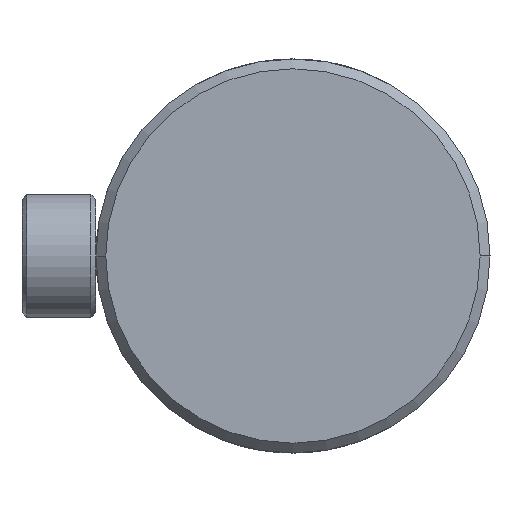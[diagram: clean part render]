
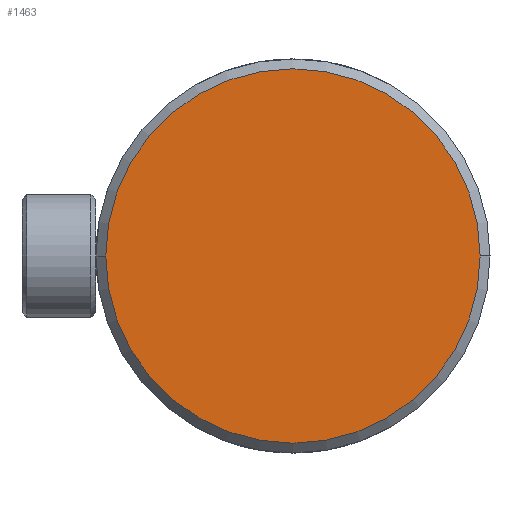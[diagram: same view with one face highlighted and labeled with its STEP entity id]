
A CAD part, left-side view. The second image highlights one B-rep face of the part: STEP entity #1463.
In plain terms, the highlighted planar face has unit normal (-1, 0, 0).
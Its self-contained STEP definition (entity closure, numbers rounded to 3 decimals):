
#120 = DIRECTION ( 'NONE',  ( 0., -1., 0. ) ) ;
#142 = EDGE_CURVE ( 'NONE', #2857, #2763, #2590, .T. ) ;
#430 = DIRECTION ( 'NONE',  ( -1., 0., 0. ) ) ;
#1463 = ADVANCED_FACE ( 'NONE', ( #2391 ), #2359, .T. ) ;
#1641 = CARTESIAN_POINT ( 'NONE',  ( -58., 38., 0. ) ) ;
#1697 = AXIS2_PLACEMENT_3D ( 'NONE', #2684, #430, #120 ) ;
#1805 = CIRCLE ( 'NONE', #2504, 38. ) ;
#1906 = EDGE_CURVE ( 'NONE', #2763, #2857, #1805, .T. ) ;
#2061 = AXIS2_PLACEMENT_3D ( 'NONE', #2636, #3936, #4143 ) ;
#2114 = CARTESIAN_POINT ( 'NONE',  ( -58., 0., 0. ) ) ;
#2128 = ORIENTED_EDGE ( 'NONE', *, *, #1906, .F. ) ;
#2359 = PLANE ( 'NONE',  #1697 ) ;
#2391 = FACE_OUTER_BOUND ( 'NONE', #3371, .T. ) ;
#2439 = ORIENTED_EDGE ( 'NONE', *, *, #142, .F. ) ;
#2504 = AXIS2_PLACEMENT_3D ( 'NONE', #2114, #4127, #3138 ) ;
#2590 = CIRCLE ( 'NONE', #2061, 38. ) ;
#2636 = CARTESIAN_POINT ( 'NONE',  ( -58., 0., 0. ) ) ;
#2684 = CARTESIAN_POINT ( 'NONE',  ( -58., 0., 0. ) ) ;
#2763 = VERTEX_POINT ( 'NONE', #2919 ) ;
#2857 = VERTEX_POINT ( 'NONE', #1641 ) ;
#2919 = CARTESIAN_POINT ( 'NONE',  ( -58., -38., 0. ) ) ;
#3138 = DIRECTION ( 'NONE',  ( 0., 1., 0. ) ) ;
#3371 = EDGE_LOOP ( 'NONE', ( #2439, #2128 ) ) ;
#3936 = DIRECTION ( 'NONE',  ( 1., 0., 0. ) ) ;
#4127 = DIRECTION ( 'NONE',  ( 1., 0., 0. ) ) ;
#4143 = DIRECTION ( 'NONE',  ( 0., 1., 0. ) ) ;
